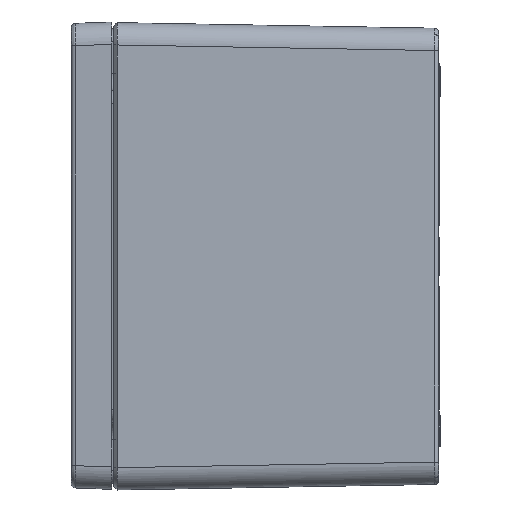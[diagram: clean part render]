
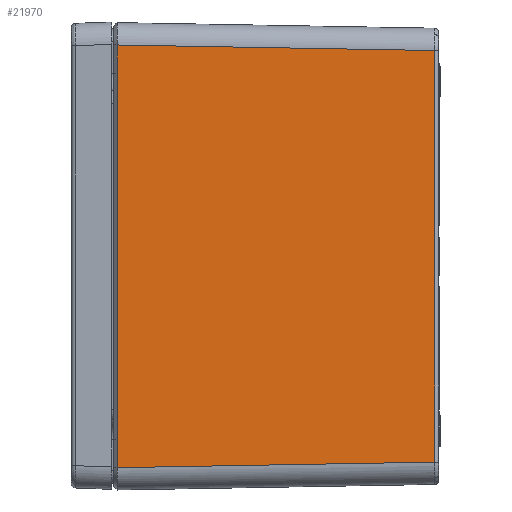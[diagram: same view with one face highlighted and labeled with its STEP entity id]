
A CAD part, left-side view. The second image highlights one B-rep face of the part: STEP entity #21970.
In plain terms, the highlighted planar face has unit normal (-1, -0.018, 0).
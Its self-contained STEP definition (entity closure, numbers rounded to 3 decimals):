
#17252 = VERTEX_POINT('',#17253);
#17253 = CARTESIAN_POINT('',(-200.,-1.8,-104.002));
#17317 = EDGE_CURVE('',#17318,#17252,#17320,.T.);
#17318 = VERTEX_POINT('',#17319);
#17319 = CARTESIAN_POINT('',(-200.,-1.8,104.002));
#17320 = LINE('',#17321,#17322);
#17321 = CARTESIAN_POINT('',(-200.,-1.8,115.));
#17322 = VECTOR('',#17323,1.);
#17323 = DIRECTION('',(0.,0.,-1.));
#21929 = EDGE_CURVE('',#17252,#21930,#21932,.T.);
#21930 = VERTEX_POINT('',#21931);
#21931 = CARTESIAN_POINT('',(-197.273,-158.035,
    -101.275));
#21932 = LINE('',#21933,#21934);
#21933 = CARTESIAN_POINT('',(-200.,-1.8,-104.002));
#21934 = VECTOR('',#21935,1.);
#21935 = DIRECTION('',(0.017,-1.,
    0.017));
#21970 = ADVANCED_FACE('',(#21971),#21989,.T.);
#21971 = FACE_BOUND('',#21972,.T.);
#21972 = EDGE_LOOP('',(#21973,#21981,#21982,#21983));
#21973 = ORIENTED_EDGE('',*,*,#21974,.F.);
#21974 = EDGE_CURVE('',#17318,#21975,#21977,.T.);
#21975 = VERTEX_POINT('',#21976);
#21976 = CARTESIAN_POINT('',(-197.273,-158.035,
    101.275));
#21977 = LINE('',#21978,#21979);
#21978 = CARTESIAN_POINT('',(-200.003,-1.608,
    104.005));
#21979 = VECTOR('',#21980,1.);
#21980 = DIRECTION('',(0.017,-1.,
    -0.017));
#21981 = ORIENTED_EDGE('',*,*,#17317,.T.);
#21982 = ORIENTED_EDGE('',*,*,#21929,.T.);
#21983 = ORIENTED_EDGE('',*,*,#21984,.F.);
#21984 = EDGE_CURVE('',#21975,#21930,#21985,.T.);
#21985 = LINE('',#21986,#21987);
#21986 = CARTESIAN_POINT('',(-197.273,-158.035,0.));
#21987 = VECTOR('',#21988,1.);
#21988 = DIRECTION('',(0.,0.,-1.));
#21989 = PLANE('',#21990);
#21990 = AXIS2_PLACEMENT_3D('',#21991,#21992,#21993);
#21991 = CARTESIAN_POINT('',(-200.,-1.8,115.));
#21992 = DIRECTION('',(-1.,-0.017,0.));
#21993 = DIRECTION('',(0.,0.,1.));
